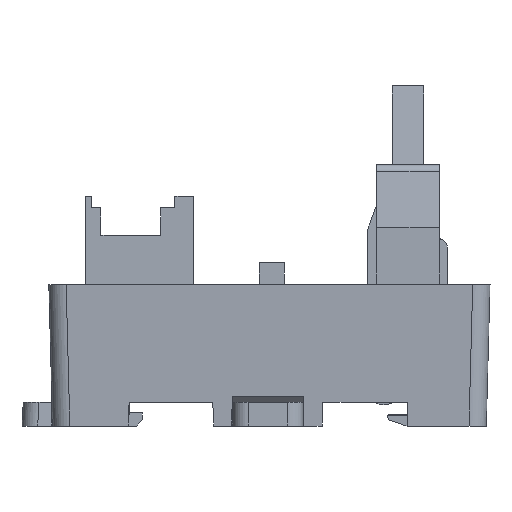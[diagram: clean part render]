
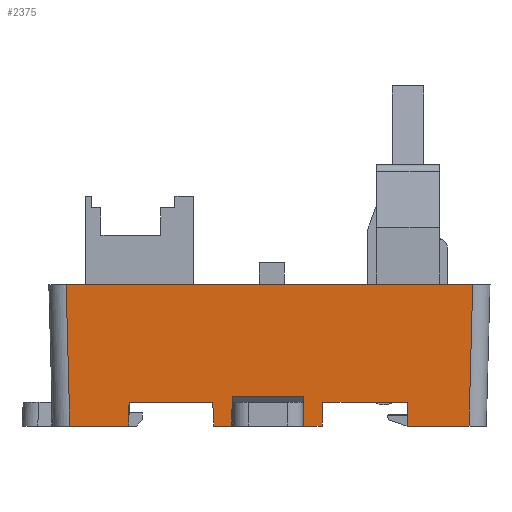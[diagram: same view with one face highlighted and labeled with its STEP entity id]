
A CAD part, left-side view. The second image highlights one B-rep face of the part: STEP entity #2375.
In plain terms, the highlighted planar face has unit normal (-1, 0, -0.026).
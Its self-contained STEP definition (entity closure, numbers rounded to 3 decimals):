
#1558=FACE_OUTER_BOUND('',#4265,.T.);
#2375=ADVANCED_FACE('',(#1558),#3207,.T.);
#3207=PLANE('',#17828);
#4265=EDGE_LOOP('',(#6050,#6051,#6052,#6053,#6054,#6055,#6056,#6057,#6058,
#6059,#6060,#6061,#6062,#6063,#6064,#6065));
#6050=ORIENTED_EDGE('',*,*,#11467,.T.);
#6051=ORIENTED_EDGE('',*,*,#11743,.F.);
#6052=ORIENTED_EDGE('',*,*,#11744,.T.);
#6053=ORIENTED_EDGE('',*,*,#11745,.F.);
#6054=ORIENTED_EDGE('',*,*,#11746,.T.);
#6055=ORIENTED_EDGE('',*,*,#11747,.F.);
#6056=ORIENTED_EDGE('',*,*,#11748,.T.);
#6057=ORIENTED_EDGE('',*,*,#11749,.T.);
#6058=ORIENTED_EDGE('',*,*,#11453,.T.);
#6059=ORIENTED_EDGE('',*,*,#11736,.T.);
#6060=ORIENTED_EDGE('',*,*,#11649,.T.);
#6061=ORIENTED_EDGE('',*,*,#11739,.T.);
#6062=ORIENTED_EDGE('',*,*,#11622,.F.);
#6063=ORIENTED_EDGE('',*,*,#11742,.T.);
#6064=ORIENTED_EDGE('',*,*,#11645,.T.);
#6065=ORIENTED_EDGE('',*,*,#11671,.F.);
#9897=VERTEX_POINT('',#23653);
#9898=VERTEX_POINT('',#23655);
#9911=VERTEX_POINT('',#23681);
#9912=VERTEX_POINT('',#23683);
#10021=VERTEX_POINT('',#23993);
#10022=VERTEX_POINT('',#23994);
#10038=VERTEX_POINT('',#24034);
#10039=VERTEX_POINT('',#24036);
#10042=VERTEX_POINT('',#24043);
#10043=VERTEX_POINT('',#24045);
#10090=VERTEX_POINT('',#24235);
#10091=VERTEX_POINT('',#24237);
#10092=VERTEX_POINT('',#24239);
#10093=VERTEX_POINT('',#24241);
#10094=VERTEX_POINT('',#24243);
#10095=VERTEX_POINT('',#24245);
#11453=EDGE_CURVE('',#9898,#9897,#13685,.T.);
#11467=EDGE_CURVE('',#9912,#9911,#13697,.T.);
#11622=EDGE_CURVE('',#10021,#10022,#13847,.T.);
#11645=EDGE_CURVE('',#10039,#10038,#13866,.T.);
#11649=EDGE_CURVE('',#10043,#10042,#13868,.T.);
#11671=EDGE_CURVE('',#9912,#10038,#13889,.T.);
#11736=EDGE_CURVE('',#9897,#10043,#13950,.T.);
#11739=EDGE_CURVE('',#10042,#10022,#13953,.T.);
#11742=EDGE_CURVE('',#10021,#10039,#13956,.T.);
#11743=EDGE_CURVE('',#10090,#9911,#13957,.T.);
#11744=EDGE_CURVE('',#10090,#10091,#13958,.T.);
#11745=EDGE_CURVE('',#10092,#10091,#13959,.T.);
#11746=EDGE_CURVE('',#10092,#10093,#13960,.T.);
#11747=EDGE_CURVE('',#10094,#10093,#13961,.T.);
#11748=EDGE_CURVE('',#10094,#10095,#13962,.T.);
#11749=EDGE_CURVE('',#10095,#9898,#13963,.T.);
#13685=LINE('',#23654,#15807);
#13697=LINE('',#23682,#15819);
#13847=LINE('',#23992,#15969);
#13866=LINE('',#24035,#15988);
#13868=LINE('',#24044,#15990);
#13889=LINE('',#24085,#16011);
#13950=LINE('',#24219,#16072);
#13953=LINE('',#24224,#16075);
#13956=LINE('',#24232,#16078);
#13957=LINE('',#24234,#16079);
#13958=LINE('',#24236,#16080);
#13959=LINE('',#24238,#16081);
#13960=LINE('',#24240,#16082);
#13961=LINE('',#24242,#16083);
#13962=LINE('',#24244,#16084);
#13963=LINE('',#24246,#16085);
#15807=VECTOR('',#19091,1.);
#15819=VECTOR('',#19107,1.);
#15969=VECTOR('',#19359,1.);
#15988=VECTOR('',#19390,1.);
#15990=VECTOR('',#19398,1.);
#16011=VECTOR('',#19429,1.);
#16072=VECTOR('',#19572,1.);
#16075=VECTOR('',#19579,1.);
#16078=VECTOR('',#19592,1.);
#16079=VECTOR('',#19595,1.);
#16080=VECTOR('',#19596,1.);
#16081=VECTOR('',#19597,1.);
#16082=VECTOR('',#19598,1.);
#16083=VECTOR('',#19599,1.);
#16084=VECTOR('',#19600,1.);
#16085=VECTOR('',#19601,1.);
#17828=AXIS2_PLACEMENT_3D('',#24247,#19602,#19603);
#19091=DIRECTION('',(0.,-1.,0.));
#19107=DIRECTION('',(0.,-1.,0.));
#19359=DIRECTION('',(0.,-1.,0.));
#19390=DIRECTION('',(0.,-1.,0.));
#19398=DIRECTION('',(0.,-1.,0.));
#19429=DIRECTION('',(0.026,0.017,-1.));
#19572=DIRECTION('',(0.026,-0.017,-1.));
#19579=DIRECTION('',(-0.026,-0.026,0.999));
#19592=DIRECTION('',(0.026,-0.026,-0.999));
#19595=DIRECTION('',(-0.026,0.035,0.999));
#19596=DIRECTION('',(0.,-1.,0.));
#19597=DIRECTION('',(0.026,0.009,-1.));
#19598=DIRECTION('',(0.,-1.,0.));
#19599=DIRECTION('',(-0.026,0.009,1.));
#19600=DIRECTION('',(0.,-1.,0.));
#19601=DIRECTION('',(-0.026,-0.035,0.999));
#19602=DIRECTION('',(-1.,0.,-0.026));
#19603=DIRECTION('',(-0.026,0.,1.));
#23653=CARTESIAN_POINT('',(-50.557,242.449,175.));
#23654=CARTESIAN_POINT('',(-50.557,260.199,175.));
#23655=CARTESIAN_POINT('',(-50.557,253.199,175.));
#23681=CARTESIAN_POINT('',(-50.557,267.199,175.));
#23682=CARTESIAN_POINT('',(-50.557,260.199,175.));
#23683=CARTESIAN_POINT('',(-50.557,277.849,175.));
#23992=CARTESIAN_POINT('',(-50.95,259.699,190.));
#23993=CARTESIAN_POINT('',(-50.95,285.85,190.));
#23994=CARTESIAN_POINT('',(-50.95,234.148,190.));
#24034=CARTESIAN_POINT('',(-50.479,277.901,172.));
#24035=CARTESIAN_POINT('',(-50.479,260.199,172.));
#24036=CARTESIAN_POINT('',(-50.479,285.378,172.));
#24043=CARTESIAN_POINT('',(-50.479,234.62,172.));
#24044=CARTESIAN_POINT('',(-50.479,259.699,172.));
#24045=CARTESIAN_POINT('',(-50.479,242.397,172.));
#24085=CARTESIAN_POINT('',(-50.526,277.87,173.796));
#24219=CARTESIAN_POINT('',(-50.958,242.716,190.294));
#24224=CARTESIAN_POINT('',(-50.933,234.166,189.34));
#24232=CARTESIAN_POINT('',(-50.933,285.833,189.34));
#24234=CARTESIAN_POINT('',(-50.526,267.157,173.798));
#24235=CARTESIAN_POINT('',(-50.479,267.094,172.));
#24236=CARTESIAN_POINT('',(-50.479,260.199,172.));
#24237=CARTESIAN_POINT('',(-50.479,264.775,172.));
#24238=CARTESIAN_POINT('',(-50.951,264.618,190.04));
#24239=CARTESIAN_POINT('',(-50.576,264.743,175.726));
#24240=CARTESIAN_POINT('',(-50.576,50.754,175.726));
#24241=CARTESIAN_POINT('',(-50.576,255.655,175.726));
#24242=CARTESIAN_POINT('',(-50.951,255.78,190.032));
#24243=CARTESIAN_POINT('',(-50.479,255.623,172.));
#24244=CARTESIAN_POINT('',(-50.479,260.199,172.));
#24245=CARTESIAN_POINT('',(-50.479,253.304,172.));
#24246=CARTESIAN_POINT('',(-50.944,252.684,189.753));
#24247=CARTESIAN_POINT('',(-50.95,259.699,189.997));
